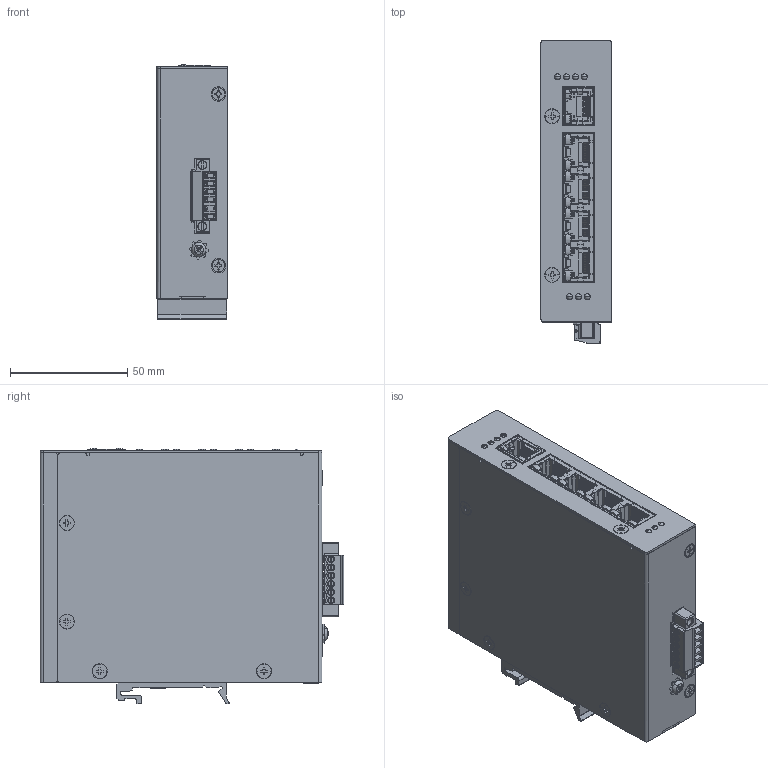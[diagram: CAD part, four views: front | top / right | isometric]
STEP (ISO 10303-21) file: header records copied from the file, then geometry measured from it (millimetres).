
FILE_DESCRIPTION (( 'STEP AP214' ), '1' );
FILE_NAME ('JN3205GP-ASY_20191202-STP.STEP', '2021-01-28T06:09:23', ( '' ), ( '' ), 'SwSTEP 2.0', 'SolidWorks 2018', '' );
FILE_SCHEMA (( 'AUTOMOTIVE_DESIGN' ));
Length unit declared in the file: millimetre
Products named in the file (10): dinkle_ec350vm-06p; SCREW-ROUND-M3-WS-6L; dinkle_ech350rm-06p_2018; 3205-1x1-RJ; 0-Screw-120-M3x6; 3D-DinKit-29-4W; 3205-1x4-RJ; 後框3D; 本體; JN3205GP-ASY_20191202-STP
Assembly tree (22 placements, depth 2):
  JN3205GP-ASY_20191202-STP
    本體
    後框3D
    3205-1x4-RJ
    3D-DinKit-29-4W
    0-Screw-120-M3x6  x14
    3205-1x1-RJ
    dinkle_ech350rm-06p_2018
    SCREW-ROUND-M3-WS-6L
    dinkle_ec350vm-06p
Bounding box: 30.22 x 129.2 x 108.84 mm (x, y, z)
Volume: 348432.9 mm3; surface area: 86223.9 mm2
Topology: 34 solids, 57 shells, 4969 faces, 13664 edges, 8866 vertices
Faces by surface type: plane 3803, cylinder 743, bspline 171, cone 164, torus 50, sphere 38
Entity records: 156468 total; most frequent: CARTESIAN_POINT 37129, ORIENTED_EDGE 25400, DIRECTION 22017, EDGE_CURVE 12764, VECTOR 10547, LINE 10547, VERTEX_POINT 8280, AXIS2_PLACEMENT_3D 5735
